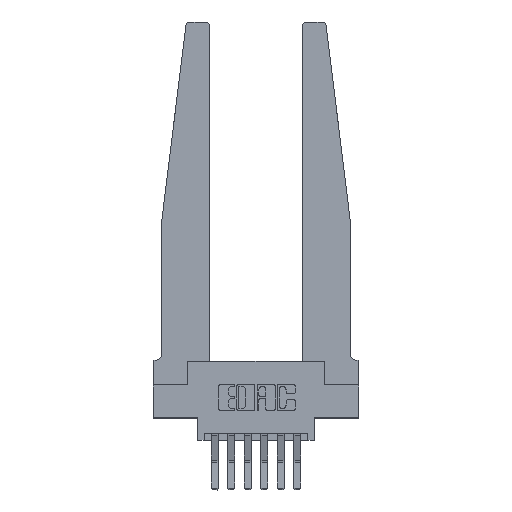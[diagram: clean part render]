
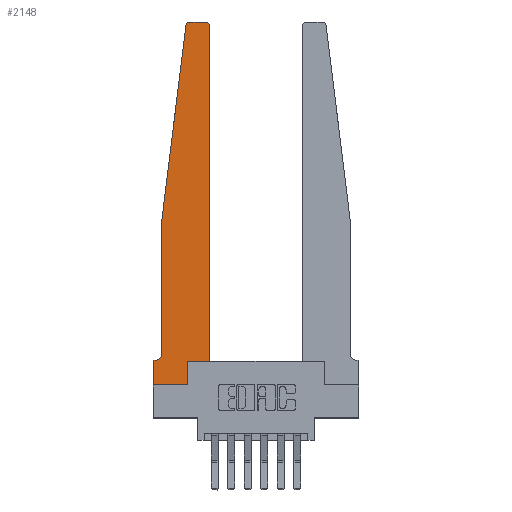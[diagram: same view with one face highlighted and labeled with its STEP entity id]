
A CAD part, top view. The second image highlights one B-rep face of the part: STEP entity #2148.
In plain terms, the highlighted planar face has unit normal (0, 0, 1).
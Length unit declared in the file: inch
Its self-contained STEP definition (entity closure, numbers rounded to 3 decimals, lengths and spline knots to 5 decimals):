
#51 = VERTEX_POINT ( 'NONE', #13762 ) ;
#366 = EDGE_CURVE ( 'NONE', #1140, #8578, #5841, .T. ) ;
#452 = DIRECTION ( 'NONE',  ( 1., 0., 0. ) ) ;
#753 = LINE ( 'NONE', #8767, #6449 ) ;
#757 = VECTOR ( 'NONE', #5966, 39.37008 ) ;
#1140 = VERTEX_POINT ( 'NONE', #6204 ) ;
#1230 = CARTESIAN_POINT ( 'NONE',  ( 0.065, 0.1875, 0.37 ) ) ;
#1460 = ORIENTED_EDGE ( 'NONE', *, *, #11592, .T. ) ;
#1645 = CARTESIAN_POINT ( 'NONE',  ( 0.425, 2.72, 0.37 ) ) ;
#1654 = CARTESIAN_POINT ( 'NONE',  ( 0., 0., 0.37 ) ) ;
#1951 = DIRECTION ( 'NONE',  ( 0., 1., 0. ) ) ;
#1959 = EDGE_CURVE ( 'NONE', #11315, #3363, #753, .T. ) ;
#2076 = AXIS2_PLACEMENT_3D ( 'NONE', #11227, #4901, #12282 ) ;
#2148 = ADVANCED_FACE ( 'NONE', ( #7620 ), #12205, .T. ) ;
#2787 = EDGE_LOOP ( 'NONE', ( #10588, #10332, #1460, #5508, #7741, #13669, #4233, #3072, #2884, #7966, #4965, #8816 ) ) ;
#2884 = ORIENTED_EDGE ( 'NONE', *, *, #11852, .T. ) ;
#3072 = ORIENTED_EDGE ( 'NONE', *, *, #10628, .T. ) ;
#3363 = VERTEX_POINT ( 'NONE', #4820 ) ;
#3503 = VECTOR ( 'NONE', #452, 39.37008 ) ;
#3583 = CARTESIAN_POINT ( 'NONE',  ( 0.065, 1.25, 0.37 ) ) ;
#3606 = CARTESIAN_POINT ( 'NONE',  ( 0.065, 0.2375, 0.37 ) ) ;
#3873 = CARTESIAN_POINT ( 'NONE',  ( 0., 0., 0.37 ) ) ;
#3952 = LINE ( 'NONE', #1654, #757 ) ;
#3965 = VECTOR ( 'NONE', #1951, 39.37008 ) ;
#4172 = VECTOR ( 'NONE', #6795, 39.37008 ) ;
#4233 = ORIENTED_EDGE ( 'NONE', *, *, #12349, .T. ) ;
#4302 = CARTESIAN_POINT ( 'NONE',  ( 0.24675, 2.72367, 0.37 ) ) ;
#4699 = DIRECTION ( 'NONE',  ( 0., 0., 1. ) ) ;
#4820 = CARTESIAN_POINT ( 'NONE',  ( 0.27653, 2.75, 0.37 ) ) ;
#4825 = CARTESIAN_POINT ( 'NONE',  ( 0., 0.1875, 0.37 ) ) ;
#4901 = DIRECTION ( 'NONE',  ( 0., 0., -1. ) ) ;
#4965 = ORIENTED_EDGE ( 'NONE', *, *, #366, .T. ) ;
#5498 = VECTOR ( 'NONE', #11138, 39.37008 ) ;
#5508 = ORIENTED_EDGE ( 'NONE', *, *, #8460, .T. ) ;
#5703 = DIRECTION ( 'NONE',  ( -0.122, -0.992, 0. ) ) ;
#5729 = CARTESIAN_POINT ( 'NONE',  ( 0.065, 1.25, 0.37 ) ) ;
#5738 = CIRCLE ( 'NONE', #2076, 0.05 ) ;
#5781 = VERTEX_POINT ( 'NONE', #3606 ) ;
#5841 = LINE ( 'NONE', #6929, #5498 ) ;
#5898 = DIRECTION ( 'NONE',  ( 0., 0., 1. ) ) ;
#5966 = DIRECTION ( 'NONE',  ( 0., -1., 0. ) ) ;
#6051 = VERTEX_POINT ( 'NONE', #10376 ) ;
#6084 = AXIS2_PLACEMENT_3D ( 'NONE', #6095, #13452, #7174 ) ;
#6095 = CARTESIAN_POINT ( 'NONE',  ( 0.27653, 2.72, 0.37 ) ) ;
#6204 = CARTESIAN_POINT ( 'NONE',  ( 0.425, 0.18, 0.37 ) ) ;
#6344 = VECTOR ( 'NONE', #9034, 39.37008 ) ;
#6449 = VECTOR ( 'NONE', #6636, 39.37008 ) ;
#6636 = DIRECTION ( 'NONE',  ( -1., 0., 0. ) ) ;
#6795 = DIRECTION ( 'NONE',  ( 0., -1., 0. ) ) ;
#6874 = EDGE_CURVE ( 'NONE', #13343, #7270, #10840, .T. ) ;
#6929 = CARTESIAN_POINT ( 'NONE',  ( 0.425, 0.18, 0.37 ) ) ;
#7000 = VECTOR ( 'NONE', #5703, 39.37008 ) ;
#7130 = EDGE_CURVE ( 'NONE', #5781, #13343, #5738, .T. ) ;
#7174 = DIRECTION ( 'NONE',  ( 1., 0., 0. ) ) ;
#7270 = VERTEX_POINT ( 'NONE', #11403 ) ;
#7328 = CARTESIAN_POINT ( 'NONE',  ( 0.2605, 0.18, 0.37 ) ) ;
#7620 = FACE_OUTER_BOUND ( 'NONE', #2787, .T. ) ;
#7741 = ORIENTED_EDGE ( 'NONE', *, *, #7130, .T. ) ;
#7963 = CARTESIAN_POINT ( 'NONE',  ( 0.425, 0.18, 0.37 ) ) ;
#7966 = ORIENTED_EDGE ( 'NONE', *, *, #8518, .T. ) ;
#7974 = CARTESIAN_POINT ( 'NONE',  ( 0., 0., 0.37 ) ) ;
#8069 = VECTOR ( 'NONE', #9758, 39.37008 ) ;
#8412 = VERTEX_POINT ( 'NONE', #9830 ) ;
#8460 = EDGE_CURVE ( 'NONE', #6051, #5781, #12285, .T. ) ;
#8518 = EDGE_CURVE ( 'NONE', #8412, #1140, #9191, .T. ) ;
#8578 = VERTEX_POINT ( 'NONE', #1645 ) ;
#8728 = AXIS2_PLACEMENT_3D ( 'NONE', #11019, #4699, #12086 ) ;
#8767 = CARTESIAN_POINT ( 'NONE',  ( 0.25, 2.75, 0.37 ) ) ;
#8816 = ORIENTED_EDGE ( 'NONE', *, *, #12228, .T. ) ;
#9034 = DIRECTION ( 'NONE',  ( 1., 0., 0. ) ) ;
#9191 = LINE ( 'NONE', #7963, #3503 ) ;
#9308 = LINE ( 'NONE', #7328, #3965 ) ;
#9758 = DIRECTION ( 'NONE',  ( -1., 0., 0. ) ) ;
#9830 = CARTESIAN_POINT ( 'NONE',  ( 0.2605, 0.18, 0.37 ) ) ;
#10118 = LINE ( 'NONE', #3583, #7000 ) ;
#10332 = ORIENTED_EDGE ( 'NONE', *, *, #12821, .T. ) ;
#10376 = CARTESIAN_POINT ( 'NONE',  ( 0.065, 1.25, 0.37 ) ) ;
#10500 = CARTESIAN_POINT ( 'NONE',  ( 0.395, 2.75, 0.37 ) ) ;
#10588 = ORIENTED_EDGE ( 'NONE', *, *, #1959, .T. ) ;
#10628 = EDGE_CURVE ( 'NONE', #13276, #51, #12719, .T. ) ;
#10840 = LINE ( 'NONE', #1230, #8069 ) ;
#11019 = CARTESIAN_POINT ( 'NONE',  ( 0.395, 2.72, 0.37 ) ) ;
#11138 = DIRECTION ( 'NONE',  ( 0., 1., 0. ) ) ;
#11227 = CARTESIAN_POINT ( 'NONE',  ( 0.015, 0.2375, 0.37 ) ) ;
#11315 = VERTEX_POINT ( 'NONE', #10500 ) ;
#11403 = CARTESIAN_POINT ( 'NONE',  ( 0., 0.1875, 0.37 ) ) ;
#11592 = EDGE_CURVE ( 'NONE', #13418, #6051, #10118, .T. ) ;
#11852 = EDGE_CURVE ( 'NONE', #51, #8412, #9308, .T. ) ;
#12086 = DIRECTION ( 'NONE',  ( 1., 0., 0. ) ) ;
#12205 = PLANE ( 'NONE',  #13397 ) ;
#12228 = EDGE_CURVE ( 'NONE', #8578, #11315, #13705, .T. ) ;
#12282 = DIRECTION ( 'NONE',  ( -1., 0., 0. ) ) ;
#12285 = LINE ( 'NONE', #5729, #4172 ) ;
#12349 = EDGE_CURVE ( 'NONE', #7270, #13276, #3952, .T. ) ;
#12698 = CIRCLE ( 'NONE', #6084, 0.03 ) ;
#12719 = LINE ( 'NONE', #7974, #6344 ) ;
#12821 = EDGE_CURVE ( 'NONE', #3363, #13418, #12698, .T. ) ;
#13262 = DIRECTION ( 'NONE',  ( 1., 0., 0. ) ) ;
#13276 = VERTEX_POINT ( 'NONE', #3873 ) ;
#13343 = VERTEX_POINT ( 'NONE', #13683 ) ;
#13397 = AXIS2_PLACEMENT_3D ( 'NONE', #4825, #5898, #13262 ) ;
#13418 = VERTEX_POINT ( 'NONE', #4302 ) ;
#13452 = DIRECTION ( 'NONE',  ( 0., 0., 1. ) ) ;
#13669 = ORIENTED_EDGE ( 'NONE', *, *, #6874, .T. ) ;
#13683 = CARTESIAN_POINT ( 'NONE',  ( 0.015, 0.1875, 0.37 ) ) ;
#13705 = CIRCLE ( 'NONE', #8728, 0.03 ) ;
#13762 = CARTESIAN_POINT ( 'NONE',  ( 0.2605, 0., 0.37 ) ) ;
